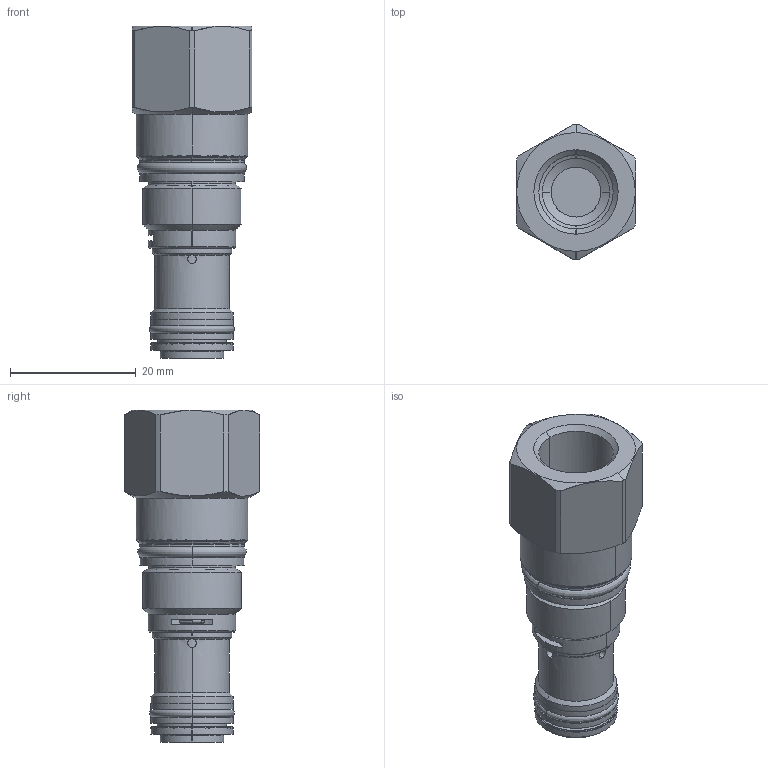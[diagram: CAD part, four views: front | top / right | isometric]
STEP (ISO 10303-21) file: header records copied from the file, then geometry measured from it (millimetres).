
FILE_DESCRIPTION((''),'2;1');
FILE_NAME('CSAWBXN_SW_PRT','2019-08-22T',('charlief'),(''),'PRO/ENGINEER BY PARAMETRIC TECHNOLOGY CORPORATION, 2016010','PRO/ENGINEER BY PARAMETRIC TECHNOLOGY CORPORATION, 2016010','');
FILE_SCHEMA(('CONFIG_CONTROL_DESIGN'));
Length unit declared in the file: inch
Products named in the file (1): CSAWBXN_SW_PRT
Bounding box: 19.05 x 21.54 x 52.78 mm (x, y, z)
Surface area: 6190.4 mm2 (no closed solid volume)
Topology: 0 solids, 0 shells, 191 faces, 922 edges, 906 vertices
Faces by surface type: bspline 157, torus 34
Entity records: 32154 total; most frequent: CARTESIAN_POINT 24042, DIRECTION 1359, TRIMMED_CURVE 1036, DEFINITIONAL_REPRESENTATION 890, PCURVE 890, COMPOSITE_CURVE_SEGMENT 890, VECTOR 781, LINE 781
